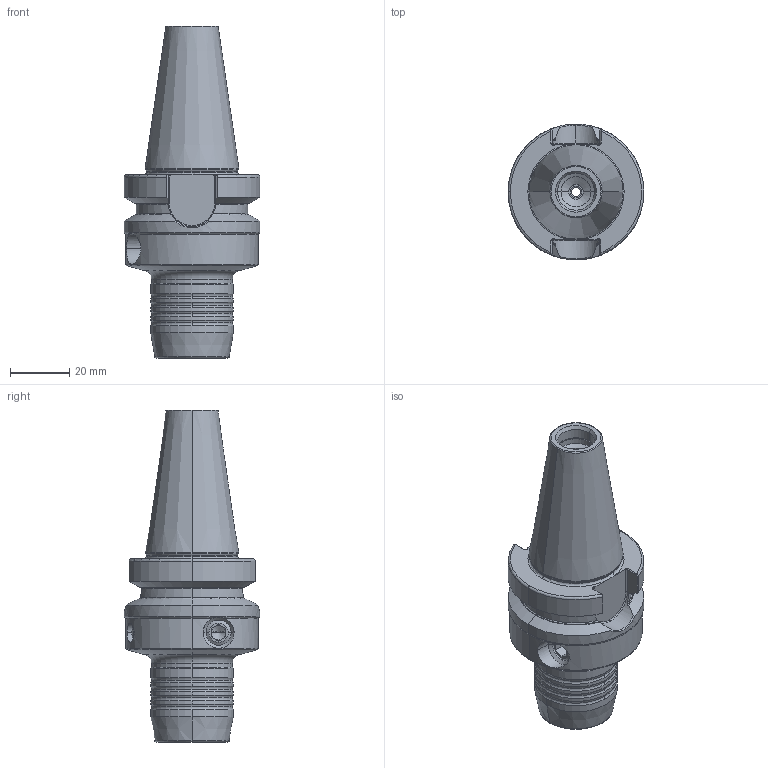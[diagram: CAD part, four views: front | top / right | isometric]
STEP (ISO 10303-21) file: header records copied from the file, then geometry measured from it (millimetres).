
FILE_DESCRIPTION (( 'STEP AP214' ), '1' );
FILE_NAME ('77.303.008 x=64_step.STEP', '2020-09-22T05:55:47', ( '' ), ( '' ), 'SwSTEP 2.0', 'SolidWorks 2018', '' );
FILE_SCHEMA (( 'AUTOMOTIVE_DESIGN' ));
Length unit declared in the file: millimetre
Products named in the file (1): 77.303.008 x=64_step
Bounding box: 45.96 x 45.96 x 112.4 mm (x, y, z)
Volume: 82870.8 mm3; surface area: 25468.6 mm2
Topology: 9 solids, 9 shells, 394 faces, 925 edges, 550 vertices
Faces by surface type: cylinder 129, cone 96, plane 85, torus 73, bspline 7, sphere 4
Entity records: 18354 total; most frequent: CARTESIAN_POINT 4852, DIRECTION 2058, ORIENTED_EDGE 1810, EDGE_CURVE 905, AXIS2_PLACEMENT_3D 871, VERTEX_POINT 545, CIRCLE 483, EDGE_LOOP 424
